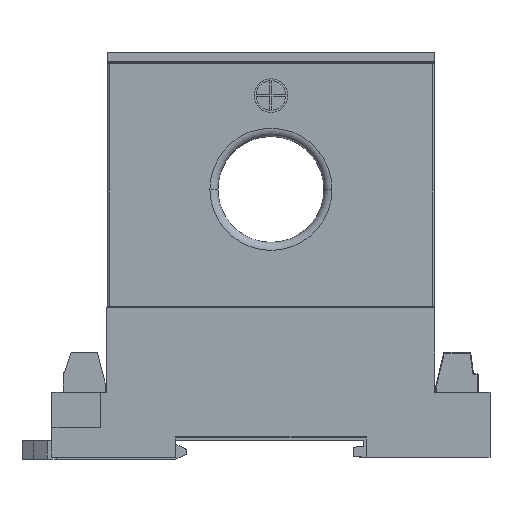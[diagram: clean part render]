
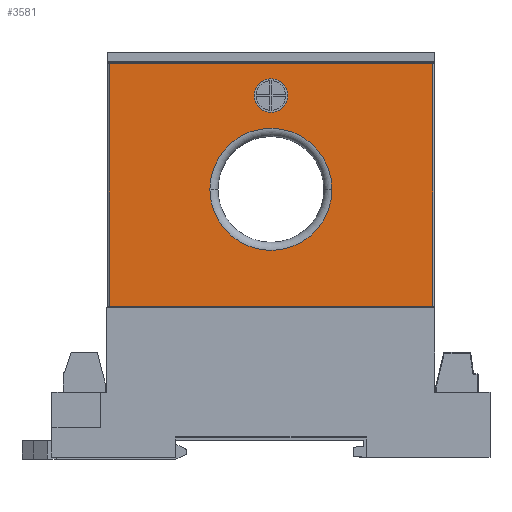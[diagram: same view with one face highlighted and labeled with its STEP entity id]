
A CAD part, top view. The second image highlights one B-rep face of the part: STEP entity #3581.
In plain terms, the highlighted planar face has unit normal (0, 0, 1).
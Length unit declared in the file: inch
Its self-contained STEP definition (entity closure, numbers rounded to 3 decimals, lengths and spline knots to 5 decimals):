
#347 = EDGE_CURVE ( 'NONE', #14035, #5836, #4035, .T. ) ;
#738 = FACE_BOUND ( 'NONE', #10526, .T. ) ;
#778 = DIRECTION ( 'NONE',  ( 1., 0., 0. ) ) ;
#998 = CARTESIAN_POINT ( 'NONE',  ( -0.455, -0.949, 0. ) ) ;
#1017 = CARTESIAN_POINT ( 'NONE',  ( 0., -0.25, 0. ) ) ;
#1495 = EDGE_CURVE ( 'NONE', #2735, #15574, #18110, .T. ) ;
#1551 = AXIS2_PLACEMENT_3D ( 'NONE', #8222, #20406, #10004 ) ;
#1941 = DIRECTION ( 'NONE',  ( 0., 0., 1. ) ) ;
#1990 = CARTESIAN_POINT ( 'NONE',  ( -0.125, -0.25, 0. ) ) ;
#2261 = VERTEX_POINT ( 'NONE', #14011 ) ;
#2296 = AXIS2_PLACEMENT_3D ( 'NONE', #1017, #16801, #8147 ) ;
#2529 = EDGE_CURVE ( 'NONE', #2261, #12864, #6632, .T. ) ;
#2569 = ORIENTED_EDGE ( 'NONE', *, *, #347, .F. ) ;
#2735 = VERTEX_POINT ( 'NONE', #15263 ) ;
#2764 = CARTESIAN_POINT ( 'NONE',  ( -1.21544, -0.01192, 0. ) ) ;
#2941 = LINE ( 'NONE', #13927, #12758 ) ;
#3054 = EDGE_CURVE ( 'NONE', #15574, #8641, #2941, .T. ) ;
#3343 = VERTEX_POINT ( 'NONE', #11252 ) ;
#3516 = DIRECTION ( 'NONE',  ( 0., 1., 0. ) ) ;
#3581 = ADVANCED_FACE ( 'NONE', ( #18127, #738, #13519 ), #18986, .T. ) ;
#3696 = CARTESIAN_POINT ( 'NONE',  ( 1.20561, -1.82108, 0. ) ) ;
#4035 = CIRCLE ( 'NONE', #2296, 0.125 ) ;
#4241 = VECTOR ( 'NONE', #778, 39.37008 ) ;
#4479 = CIRCLE ( 'NONE', #1551, 0.455 ) ;
#4784 = EDGE_CURVE ( 'NONE', #3343, #2735, #7230, .T. ) ;
#4916 = EDGE_CURVE ( 'NONE', #12864, #2261, #4479, .T. ) ;
#5541 = CARTESIAN_POINT ( 'NONE',  ( 1.20561, -0.01192, 0. ) ) ;
#5754 = ORIENTED_EDGE ( 'NONE', *, *, #4784, .T. ) ;
#5771 = EDGE_CURVE ( 'NONE', #8641, #3343, #12103, .T. ) ;
#5836 = VERTEX_POINT ( 'NONE', #8071 ) ;
#6015 = CARTESIAN_POINT ( 'NONE',  ( -1.20561, -1.833, 0. ) ) ;
#6095 = ORIENTED_EDGE ( 'NONE', *, *, #4916, .T. ) ;
#6632 = CIRCLE ( 'NONE', #17742, 0.455 ) ;
#6716 = EDGE_CURVE ( 'NONE', #5836, #14035, #21108, .T. ) ;
#7230 = LINE ( 'NONE', #6015, #15377 ) ;
#7521 = ORIENTED_EDGE ( 'NONE', *, *, #3054, .T. ) ;
#7538 = EDGE_LOOP ( 'NONE', ( #2569, #19505 ) ) ;
#8071 = CARTESIAN_POINT ( 'NONE',  ( 0.125, -0.25, 0. ) ) ;
#8147 = DIRECTION ( 'NONE',  ( 1., 0., 0. ) ) ;
#8222 = CARTESIAN_POINT ( 'NONE',  ( 0., -0.949, 0. ) ) ;
#8641 = VERTEX_POINT ( 'NONE', #5541 ) ;
#9509 = CARTESIAN_POINT ( 'NONE',  ( 0., -0.949, 0. ) ) ;
#9525 = ORIENTED_EDGE ( 'NONE', *, *, #1495, .T. ) ;
#10004 = DIRECTION ( 'NONE',  ( 1., 0., 0. ) ) ;
#10335 = DIRECTION ( 'NONE',  ( 1., 0., 0. ) ) ;
#10526 = EDGE_LOOP ( 'NONE', ( #13659, #6095 ) ) ;
#11252 = CARTESIAN_POINT ( 'NONE',  ( -1.20561, -0.01192, 0. ) ) ;
#11263 = DIRECTION ( 'NONE',  ( 1., 0., 0. ) ) ;
#11368 = ORIENTED_EDGE ( 'NONE', *, *, #5771, .T. ) ;
#12103 = LINE ( 'NONE', #2764, #20789 ) ;
#12357 = CARTESIAN_POINT ( 'NONE',  ( 0., -0.25, 0. ) ) ;
#12758 = VECTOR ( 'NONE', #3516, 39.37008 ) ;
#12864 = VERTEX_POINT ( 'NONE', #998 ) ;
#13055 = CARTESIAN_POINT ( 'NONE',  ( 1.20561, -1.82108, 0. ) ) ;
#13209 = EDGE_LOOP ( 'NONE', ( #7521, #11368, #5754, #9525 ) ) ;
#13519 = FACE_BOUND ( 'NONE', #7538, .T. ) ;
#13659 = ORIENTED_EDGE ( 'NONE', *, *, #2529, .T. ) ;
#13927 = CARTESIAN_POINT ( 'NONE',  ( 1.20561, -1.833, 0. ) ) ;
#14011 = CARTESIAN_POINT ( 'NONE',  ( 0.455, -0.949, 0. ) ) ;
#14035 = VERTEX_POINT ( 'NONE', #1990 ) ;
#14092 = DIRECTION ( 'NONE',  ( 1., 0., 0. ) ) ;
#14906 = DIRECTION ( 'NONE',  ( -1., 0., 0. ) ) ;
#15263 = CARTESIAN_POINT ( 'NONE',  ( -1.20561, -1.82108, 0. ) ) ;
#15377 = VECTOR ( 'NONE', #16428, 39.37008 ) ;
#15544 = AXIS2_PLACEMENT_3D ( 'NONE', #12357, #1941, #14092 ) ;
#15574 = VERTEX_POINT ( 'NONE', #3696 ) ;
#16428 = DIRECTION ( 'NONE',  ( 0., -1., 0. ) ) ;
#16801 = DIRECTION ( 'NONE',  ( 0., 0., 1. ) ) ;
#17212 = CARTESIAN_POINT ( 'NONE',  ( -1.21544, -1.833, 0. ) ) ;
#17742 = AXIS2_PLACEMENT_3D ( 'NONE', #9509, #21666, #11263 ) ;
#18110 = LINE ( 'NONE', #13055, #4241 ) ;
#18127 = FACE_OUTER_BOUND ( 'NONE', #13209, .T. ) ;
#18986 = PLANE ( 'NONE',  #20705 ) ;
#19505 = ORIENTED_EDGE ( 'NONE', *, *, #6716, .F. ) ;
#20406 = DIRECTION ( 'NONE',  ( 0., 0., -1. ) ) ;
#20705 = AXIS2_PLACEMENT_3D ( 'NONE', #17212, #20747, #10335 ) ;
#20747 = DIRECTION ( 'NONE',  ( 0., 0., 1. ) ) ;
#20789 = VECTOR ( 'NONE', #14906, 39.37008 ) ;
#21108 = CIRCLE ( 'NONE', #15544, 0.125 ) ;
#21666 = DIRECTION ( 'NONE',  ( 0., 0., -1. ) ) ;
